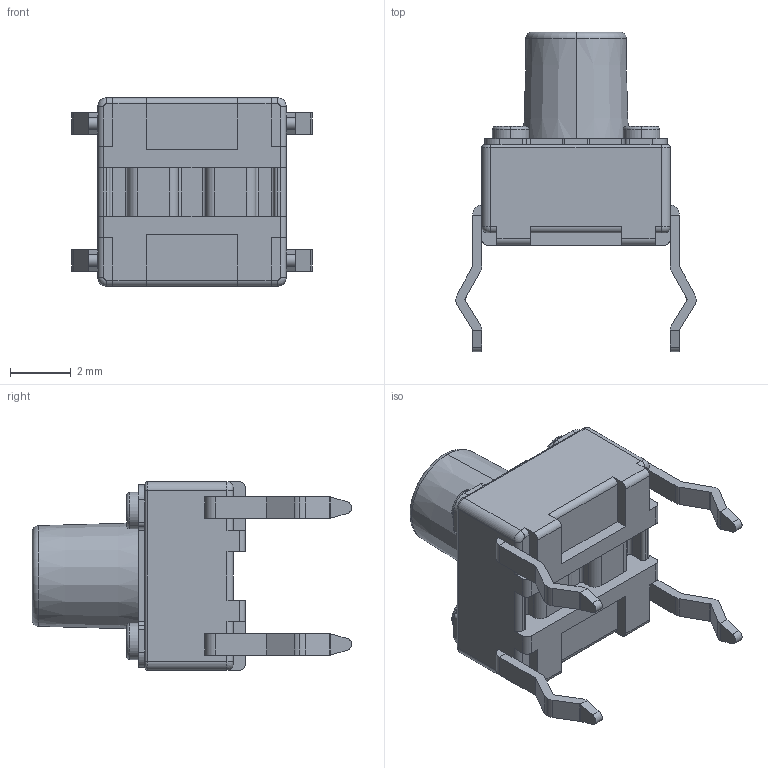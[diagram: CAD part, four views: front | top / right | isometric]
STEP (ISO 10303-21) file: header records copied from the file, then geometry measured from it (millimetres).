
FILE_DESCRIPTION(('STEP AP242'),'1');
FILE_NAME('skhhbva010.stp','2021-10-27T09:29:26',('TraceParts'),('TraceParts S.A.'),'Spatial InterOp 3D',' ',' ');
FILE_SCHEMA(('AP242_MANAGED_MODEL_BASED_3D_ENGINEERING_MIM_LF {1 0 10303 442 1 1 4}'));
Length unit declared in the file: millimetre
Products named in the file (1): skhhbva010
Bounding box: 7.9 x 10.5 x 6.2 mm (x, y, z)
Volume: 158.8 mm3; surface area: 259 mm2
Topology: 1 solids, 5 shells, 286 faces, 736 edges, 466 vertices
Faces by surface type: plane 136, cylinder 130, torus 18, cone 2
Entity records: 10821 total; most frequent: DIRECTION 1602, CARTESIAN_POINT 1489, ORIENTED_EDGE 1472, EDGE_CURVE 736, AXIS2_PLACEMENT_3D 579, VERTEX_POINT 466, LINE 444, VECTOR 444
